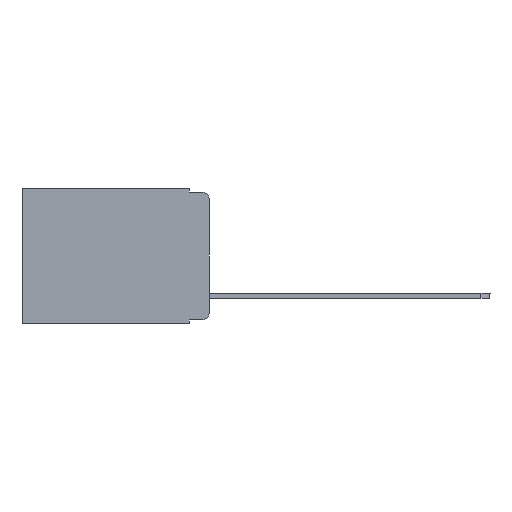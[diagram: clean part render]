
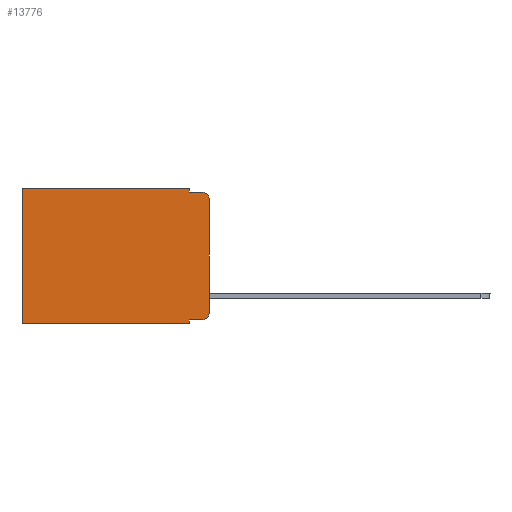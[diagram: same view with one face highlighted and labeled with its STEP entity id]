
A CAD part, left-side view. The second image highlights one B-rep face of the part: STEP entity #13776.
In plain terms, the highlighted planar face has unit normal (-1, 0, 0).
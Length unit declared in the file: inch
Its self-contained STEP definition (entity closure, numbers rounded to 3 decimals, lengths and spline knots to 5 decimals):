
#48 = CIRCLE ( 'NONE', #9428, 0.02 ) ;
#282 = CARTESIAN_POINT ( 'NONE',  ( 0.298, 0.02, -0.01 ) ) ;
#470 = DIRECTION ( 'NONE',  ( -1., 0., 0. ) ) ;
#510 = DIRECTION ( 'NONE',  ( -1., 0., 0. ) ) ;
#525 = VECTOR ( 'NONE', #3126, 39.37008 ) ;
#538 = CARTESIAN_POINT ( 'NONE',  ( 0.298, 0.051, 0. ) ) ;
#675 = DIRECTION ( 'NONE',  ( 0., 0., -1. ) ) ;
#891 = CARTESIAN_POINT ( 'NONE',  ( 0.298, 0.473, 0. ) ) ;
#1098 = VECTOR ( 'NONE', #16080, 39.37008 ) ;
#1263 = CARTESIAN_POINT ( 'NONE',  ( 0.298, 0.051, -0.01 ) ) ;
#1270 = VERTEX_POINT ( 'NONE', #15951 ) ;
#1290 = EDGE_CURVE ( 'NONE', #15915, #9971, #8182, .T. ) ;
#1323 = DIRECTION ( 'NONE',  ( 0., 1., 0. ) ) ;
#1518 = VERTEX_POINT ( 'NONE', #6276 ) ;
#1560 = VECTOR ( 'NONE', #9918, 39.37008 ) ;
#2110 = CARTESIAN_POINT ( 'NONE',  ( 0.298, 0.02, -0.313 ) ) ;
#2267 = EDGE_LOOP ( 'NONE', ( #2690, #4230, #14948, #15558, #9877, #12870, #15286, #9818, #5549, #10113 ) ) ;
#2269 = EDGE_CURVE ( 'NONE', #15314, #4178, #11100, .T. ) ;
#2650 = EDGE_CURVE ( 'NONE', #1270, #11315, #9780, .T. ) ;
#2662 = LINE ( 'NONE', #6357, #8239 ) ;
#2690 = ORIENTED_EDGE ( 'NONE', *, *, #10186, .F. ) ;
#3082 = CARTESIAN_POINT ( 'NONE',  ( 0.298, 0., 0. ) ) ;
#3126 = DIRECTION ( 'NONE',  ( 0., -1., 0. ) ) ;
#3254 = DIRECTION ( 'NONE',  ( 0., 0., -1. ) ) ;
#3573 = CARTESIAN_POINT ( 'NONE',  ( 0.298, 0., -0.313 ) ) ;
#4178 = VERTEX_POINT ( 'NONE', #4915 ) ;
#4230 = ORIENTED_EDGE ( 'NONE', *, *, #10856, .T. ) ;
#4395 = CARTESIAN_POINT ( 'NONE',  ( 0.298, 0.051, 0. ) ) ;
#4525 = AXIS2_PLACEMENT_3D ( 'NONE', #3082, #5849, #3254 ) ;
#4587 = LINE ( 'NONE', #891, #13858 ) ;
#4915 = CARTESIAN_POINT ( 'NONE',  ( 0.298, 0.051, -0.01 ) ) ;
#5549 = ORIENTED_EDGE ( 'NONE', *, *, #6976, .T. ) ;
#5849 = DIRECTION ( 'NONE',  ( 1., 0., 0. ) ) ;
#6061 = LINE ( 'NONE', #1263, #1560 ) ;
#6276 = CARTESIAN_POINT ( 'NONE',  ( 0.298, 0.473, 0. ) ) ;
#6357 = CARTESIAN_POINT ( 'NONE',  ( 0.298, 0., 0. ) ) ;
#6882 = LINE ( 'NONE', #13205, #525 ) ;
#6976 = EDGE_CURVE ( 'NONE', #15283, #1270, #6882, .T. ) ;
#7580 = CARTESIAN_POINT ( 'NONE',  ( 0.298, 0.051, -0.333 ) ) ;
#7609 = VECTOR ( 'NONE', #15702, 39.37008 ) ;
#7961 = CARTESIAN_POINT ( 'NONE',  ( 0.298, 0.051, -0.343 ) ) ;
#8165 = DIRECTION ( 'NONE',  ( 0., 0., -1. ) ) ;
#8182 = LINE ( 'NONE', #10564, #7609 ) ;
#8185 = VERTEX_POINT ( 'NONE', #282 ) ;
#8239 = VECTOR ( 'NONE', #1323, 39.37008 ) ;
#9270 = VECTOR ( 'NONE', #13621, 39.37008 ) ;
#9290 = PLANE ( 'NONE',  #4525 ) ;
#9428 = AXIS2_PLACEMENT_3D ( 'NONE', #13147, #470, #8165 ) ;
#9509 = LINE ( 'NONE', #538, #1098 ) ;
#9780 = CIRCLE ( 'NONE', #14390, 0.02 ) ;
#9818 = ORIENTED_EDGE ( 'NONE', *, *, #11180, .F. ) ;
#9877 = ORIENTED_EDGE ( 'NONE', *, *, #13572, .T. ) ;
#9918 = DIRECTION ( 'NONE',  ( 0., -1., 0. ) ) ;
#9971 = VERTEX_POINT ( 'NONE', #13602 ) ;
#10113 = ORIENTED_EDGE ( 'NONE', *, *, #2650, .T. ) ;
#10186 = EDGE_CURVE ( 'NONE', #12887, #11315, #12677, .T. ) ;
#10280 = CARTESIAN_POINT ( 'NONE',  ( 0.298, 0.051, 0. ) ) ;
#10564 = CARTESIAN_POINT ( 'NONE',  ( 0.298, 0., -0.343 ) ) ;
#10856 = EDGE_CURVE ( 'NONE', #12887, #8185, #48, .T. ) ;
#10993 = EDGE_CURVE ( 'NONE', #1518, #9971, #4587, .T. ) ;
#11100 = LINE ( 'NONE', #4395, #9270 ) ;
#11180 = EDGE_CURVE ( 'NONE', #15283, #15915, #9509, .T. ) ;
#11315 = VERTEX_POINT ( 'NONE', #3573 ) ;
#11412 = CARTESIAN_POINT ( 'NONE',  ( 0.298, 0., 0. ) ) ;
#12677 = LINE ( 'NONE', #11412, #15120 ) ;
#12870 = ORIENTED_EDGE ( 'NONE', *, *, #10993, .T. ) ;
#12887 = VERTEX_POINT ( 'NONE', #13362 ) ;
#13115 = EDGE_CURVE ( 'NONE', #4178, #8185, #6061, .T. ) ;
#13147 = CARTESIAN_POINT ( 'NONE',  ( 0.298, 0.02, -0.03 ) ) ;
#13205 = CARTESIAN_POINT ( 'NONE',  ( 0.298, 0.051, -0.333 ) ) ;
#13362 = CARTESIAN_POINT ( 'NONE',  ( 0.298, 0., -0.03 ) ) ;
#13572 = EDGE_CURVE ( 'NONE', #15314, #1518, #2662, .T. ) ;
#13602 = CARTESIAN_POINT ( 'NONE',  ( 0.298, 0.473, -0.343 ) ) ;
#13621 = DIRECTION ( 'NONE',  ( 0., 0., -1. ) ) ;
#13776 = ADVANCED_FACE ( 'NONE', ( #16021 ), #9290, .F. ) ;
#13858 = VECTOR ( 'NONE', #14926, 39.37008 ) ;
#14390 = AXIS2_PLACEMENT_3D ( 'NONE', #2110, #510, #675 ) ;
#14926 = DIRECTION ( 'NONE',  ( 0., 0., -1. ) ) ;
#14948 = ORIENTED_EDGE ( 'NONE', *, *, #13115, .F. ) ;
#15120 = VECTOR ( 'NONE', #16552, 39.37008 ) ;
#15283 = VERTEX_POINT ( 'NONE', #7580 ) ;
#15286 = ORIENTED_EDGE ( 'NONE', *, *, #1290, .F. ) ;
#15314 = VERTEX_POINT ( 'NONE', #10280 ) ;
#15558 = ORIENTED_EDGE ( 'NONE', *, *, #2269, .F. ) ;
#15702 = DIRECTION ( 'NONE',  ( 0., 1., 0. ) ) ;
#15915 = VERTEX_POINT ( 'NONE', #7961 ) ;
#15951 = CARTESIAN_POINT ( 'NONE',  ( 0.298, 0.02, -0.333 ) ) ;
#16021 = FACE_OUTER_BOUND ( 'NONE', #2267, .T. ) ;
#16080 = DIRECTION ( 'NONE',  ( 0., 0., -1. ) ) ;
#16552 = DIRECTION ( 'NONE',  ( 0., 0., -1. ) ) ;
